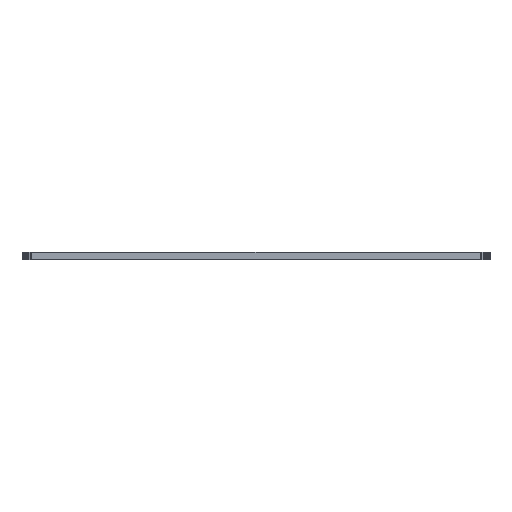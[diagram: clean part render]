
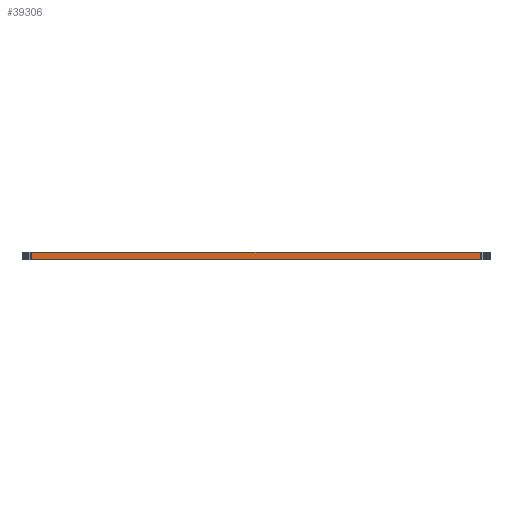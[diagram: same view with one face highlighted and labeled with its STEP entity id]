
A CAD part, front view. The second image highlights one B-rep face of the part: STEP entity #39306.
In plain terms, the highlighted planar face has unit normal (0, -1, 0).
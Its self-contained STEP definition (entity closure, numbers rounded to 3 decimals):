
#90 = PLANE('',#91);
#91 = AXIS2_PLACEMENT_3D('',#92,#93,#94);
#92 = CARTESIAN_POINT('',(66.35,-87.066,1.6));
#93 = DIRECTION('',(-0.,-0.,-1.));
#94 = DIRECTION('',(-1.,0.,0.));
#144 = PLANE('',#145);
#145 = AXIS2_PLACEMENT_3D('',#146,#147,#148);
#146 = CARTESIAN_POINT('',(66.35,-87.066,0.));
#147 = DIRECTION('',(-0.,-0.,-1.));
#148 = DIRECTION('',(-1.,0.,0.));
#3137 = VERTEX_POINT('',#3138);
#3138 = CARTESIAN_POINT('',(112.7,-162.9,0.));
#3152 = PLANE('',#3153);
#3153 = AXIS2_PLACEMENT_3D('',#3154,#3155,#3156);
#3154 = CARTESIAN_POINT('',(112.985,-162.88,0.));
#3155 = DIRECTION('',(0.071,-0.997,0.));
#3156 = DIRECTION('',(-0.997,-0.071,0.));
#3164 = EDGE_CURVE('',#3137,#3165,#3167,.T.);
#3165 = VERTEX_POINT('',#3166);
#3166 = CARTESIAN_POINT('',(20.,-162.9,0.));
#3167 = SURFACE_CURVE('',#3168,(#3172,#3179),.PCURVE_S1.);
#3168 = LINE('',#3169,#3170);
#3169 = CARTESIAN_POINT('',(112.7,-162.9,0.));
#3170 = VECTOR('',#3171,1.);
#3171 = DIRECTION('',(-1.,0.,0.));
#3172 = PCURVE('',#144,#3173);
#3173 = DEFINITIONAL_REPRESENTATION('',(#3174),#3178);
#3174 = LINE('',#3175,#3176);
#3175 = CARTESIAN_POINT('',(-46.35,-75.834));
#3176 = VECTOR('',#3177,1.);
#3177 = DIRECTION('',(1.,0.));
#3178 = ( GEOMETRIC_REPRESENTATION_CONTEXT(2) 
PARAMETRIC_REPRESENTATION_CONTEXT() REPRESENTATION_CONTEXT('2D SPACE',''
  ) );
#3179 = PCURVE('',#3180,#3185);
#3180 = PLANE('',#3181);
#3181 = AXIS2_PLACEMENT_3D('',#3182,#3183,#3184);
#3182 = CARTESIAN_POINT('',(112.7,-162.9,0.));
#3183 = DIRECTION('',(0.,-1.,0.));
#3184 = DIRECTION('',(-1.,0.,0.));
#3185 = DEFINITIONAL_REPRESENTATION('',(#3186),#3190);
#3186 = LINE('',#3187,#3188);
#3187 = CARTESIAN_POINT('',(0.,-0.));
#3188 = VECTOR('',#3189,1.);
#3189 = DIRECTION('',(1.,0.));
#3190 = ( GEOMETRIC_REPRESENTATION_CONTEXT(2) 
PARAMETRIC_REPRESENTATION_CONTEXT() REPRESENTATION_CONTEXT('2D SPACE',''
  ) );
#3208 = PLANE('',#3209);
#3209 = AXIS2_PLACEMENT_3D('',#3210,#3211,#3212);
#3210 = CARTESIAN_POINT('',(20.,-162.9,0.));
#3211 = DIRECTION('',(-0.071,-0.997,0.));
#3212 = DIRECTION('',(-0.997,0.071,0.));
#20834 = VERTEX_POINT('',#20835);
#20835 = CARTESIAN_POINT('',(112.7,-162.9,1.6));
#20856 = EDGE_CURVE('',#20834,#20857,#20859,.T.);
#20857 = VERTEX_POINT('',#20858);
#20858 = CARTESIAN_POINT('',(20.,-162.9,1.6));
#20859 = SURFACE_CURVE('',#20860,(#20864,#20871),.PCURVE_S1.);
#20860 = LINE('',#20861,#20862);
#20861 = CARTESIAN_POINT('',(112.7,-162.9,1.6));
#20862 = VECTOR('',#20863,1.);
#20863 = DIRECTION('',(-1.,0.,0.));
#20864 = PCURVE('',#90,#20865);
#20865 = DEFINITIONAL_REPRESENTATION('',(#20866),#20870);
#20866 = LINE('',#20867,#20868);
#20867 = CARTESIAN_POINT('',(-46.35,-75.834));
#20868 = VECTOR('',#20869,1.);
#20869 = DIRECTION('',(1.,0.));
#20870 = ( GEOMETRIC_REPRESENTATION_CONTEXT(2) 
PARAMETRIC_REPRESENTATION_CONTEXT() REPRESENTATION_CONTEXT('2D SPACE',''
  ) );
#20871 = PCURVE('',#3180,#20872);
#20872 = DEFINITIONAL_REPRESENTATION('',(#20873),#20877);
#20873 = LINE('',#20874,#20875);
#20874 = CARTESIAN_POINT('',(0.,-1.6));
#20875 = VECTOR('',#20876,1.);
#20876 = DIRECTION('',(1.,0.));
#20877 = ( GEOMETRIC_REPRESENTATION_CONTEXT(2) 
PARAMETRIC_REPRESENTATION_CONTEXT() REPRESENTATION_CONTEXT('2D SPACE',''
  ) );
#39258 = EDGE_CURVE('',#3137,#20834,#39259,.T.);
#39259 = SURFACE_CURVE('',#39260,(#39264,#39271),.PCURVE_S1.);
#39260 = LINE('',#39261,#39262);
#39261 = CARTESIAN_POINT('',(112.7,-162.9,0.));
#39262 = VECTOR('',#39263,1.);
#39263 = DIRECTION('',(0.,0.,1.));
#39264 = PCURVE('',#3152,#39265);
#39265 = DEFINITIONAL_REPRESENTATION('',(#39266),#39270);
#39266 = LINE('',#39267,#39268);
#39267 = CARTESIAN_POINT('',(0.285,0.));
#39268 = VECTOR('',#39269,1.);
#39269 = DIRECTION('',(0.,-1.));
#39270 = ( GEOMETRIC_REPRESENTATION_CONTEXT(2) 
PARAMETRIC_REPRESENTATION_CONTEXT() REPRESENTATION_CONTEXT('2D SPACE',''
  ) );
#39271 = PCURVE('',#3180,#39272);
#39272 = DEFINITIONAL_REPRESENTATION('',(#39273),#39277);
#39273 = LINE('',#39274,#39275);
#39274 = CARTESIAN_POINT('',(0.,-0.));
#39275 = VECTOR('',#39276,1.);
#39276 = DIRECTION('',(0.,-1.));
#39277 = ( GEOMETRIC_REPRESENTATION_CONTEXT(2) 
PARAMETRIC_REPRESENTATION_CONTEXT() REPRESENTATION_CONTEXT('2D SPACE',''
  ) );
#39306 = ADVANCED_FACE('',(#39307),#3180,.T.);
#39307 = FACE_BOUND('',#39308,.T.);
#39308 = EDGE_LOOP('',(#39309,#39310,#39311,#39332));
#39309 = ORIENTED_EDGE('',*,*,#39258,.T.);
#39310 = ORIENTED_EDGE('',*,*,#20856,.T.);
#39311 = ORIENTED_EDGE('',*,*,#39312,.F.);
#39312 = EDGE_CURVE('',#3165,#20857,#39313,.T.);
#39313 = SURFACE_CURVE('',#39314,(#39318,#39325),.PCURVE_S1.);
#39314 = LINE('',#39315,#39316);
#39315 = CARTESIAN_POINT('',(20.,-162.9,0.));
#39316 = VECTOR('',#39317,1.);
#39317 = DIRECTION('',(0.,0.,1.));
#39318 = PCURVE('',#3180,#39319);
#39319 = DEFINITIONAL_REPRESENTATION('',(#39320),#39324);
#39320 = LINE('',#39321,#39322);
#39321 = CARTESIAN_POINT('',(92.7,0.));
#39322 = VECTOR('',#39323,1.);
#39323 = DIRECTION('',(0.,-1.));
#39324 = ( GEOMETRIC_REPRESENTATION_CONTEXT(2) 
PARAMETRIC_REPRESENTATION_CONTEXT() REPRESENTATION_CONTEXT('2D SPACE',''
  ) );
#39325 = PCURVE('',#3208,#39326);
#39326 = DEFINITIONAL_REPRESENTATION('',(#39327),#39331);
#39327 = LINE('',#39328,#39329);
#39328 = CARTESIAN_POINT('',(0.,0.));
#39329 = VECTOR('',#39330,1.);
#39330 = DIRECTION('',(0.,-1.));
#39331 = ( GEOMETRIC_REPRESENTATION_CONTEXT(2) 
PARAMETRIC_REPRESENTATION_CONTEXT() REPRESENTATION_CONTEXT('2D SPACE',''
  ) );
#39332 = ORIENTED_EDGE('',*,*,#3164,.F.);
